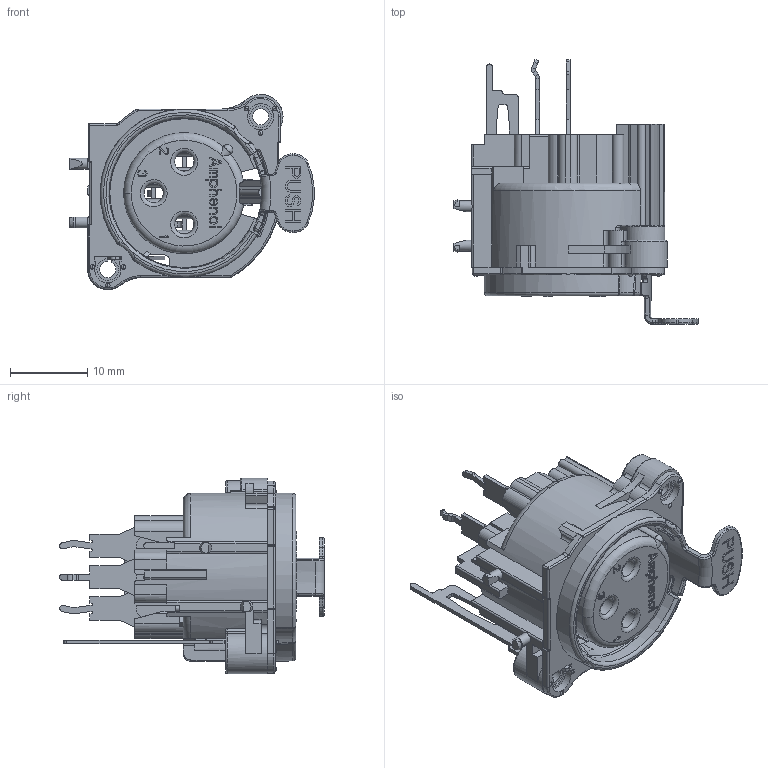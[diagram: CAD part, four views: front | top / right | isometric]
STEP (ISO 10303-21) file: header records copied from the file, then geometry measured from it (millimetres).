
FILE_DESCRIPTION(/* description */ (''),/* implementation_level */ '2;1');
FILE_NAME(/* name */ 'AC3FBV2-AU-PRE.stp',/* time_stamp */ '2023-02-06T17:20:11+11:00',/* author */ ('minh'),/* organization */ (''),/* preprocessor_version */ 'ST-DEVELOPER v18.1',/* originating_system */ 'Autodesk Inventor 2022',/* authorisation */ '');
FILE_SCHEMA (('AUTOMOTIVE_DESIGN { 1 0 10303 214 3 1 1 }'));
Products named in the file (1): AC3FBV2-AU-PRE test
Bounding box: 31.62 x 34.31 x 25.3 mm (x, y, z)
Volume: 4432.3 mm3; surface area: 8375.9 mm2
Topology: 2 solids, 6 shells, 1888 faces, 5185 edges, 3308 vertices
Faces by surface type: plane 1249, cylinder 413, bspline 114, torus 73, cone 25, sphere 14
Full cylindrical faces by diameter (mm): 1.15 x2, 1.2 x1, 1.4 x2, 2.1 x1, 2.5 x3, 2.8 x2, 3.4 x1
Entity records: 68424 total; most frequent: CARTESIAN_POINT 18621, ORIENTED_EDGE 10368, DIRECTION 9587, EDGE_CURVE 5184, LINE 3709, VECTOR 3709, VERTEX_POINT 3308, AXIS2_PLACEMENT_3D 2939
